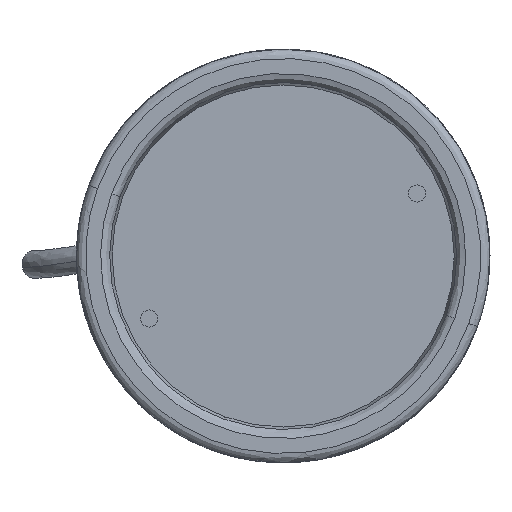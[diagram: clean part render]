
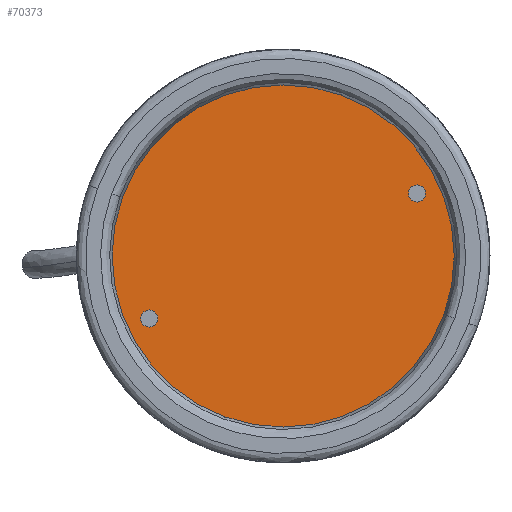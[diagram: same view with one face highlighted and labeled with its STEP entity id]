
A CAD part, front view. The second image highlights one B-rep face of the part: STEP entity #70373.
In plain terms, the highlighted planar face has unit normal (0, -1, 0).
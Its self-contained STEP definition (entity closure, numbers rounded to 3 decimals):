
#2476 = DIRECTION ( 'NONE',  ( 0., -1., 0. ) ) ;
#3040 = DIRECTION ( 'NONE',  ( 0., 0., 1. ) ) ;
#6145 = DIRECTION ( 'NONE',  ( 0., 0., -1. ) ) ;
#6956 = ORIENTED_EDGE ( 'NONE', *, *, #22306, .F. ) ;
#7358 = DIRECTION ( 'NONE',  ( 0., -1., 0. ) ) ;
#7683 = EDGE_CURVE ( 'NONE', #72572, #60593, #33955, .T. ) ;
#9146 = DIRECTION ( 'NONE',  ( 1., 0., 0. ) ) ;
#10041 = CARTESIAN_POINT ( 'NONE',  ( 30.838, 5.2, 33.588 ) ) ;
#13295 = DIRECTION ( 'NONE',  ( 1., 0., 0. ) ) ;
#18735 = VERTEX_POINT ( 'NONE', #23935 ) ;
#18787 = DIRECTION ( 'NONE',  ( 0., -1., 0. ) ) ;
#19178 = CARTESIAN_POINT ( 'NONE',  ( 0., 5.2, 0. ) ) ;
#19308 = DIRECTION ( 'NONE',  ( 0., 0., -1. ) ) ;
#19954 = CIRCLE ( 'NONE', #64189, 55. ) ;
#20143 = CIRCLE ( 'NONE', #25160, 55. ) ;
#20876 = VERTEX_POINT ( 'NONE', #41168 ) ;
#22306 = EDGE_CURVE ( 'NONE', #56604, #42934, #32053, .T. ) ;
#22341 = AXIS2_PLACEMENT_3D ( 'NONE', #37338, #25075, #9146 ) ;
#22474 = CARTESIAN_POINT ( 'NONE',  ( -36.338, 5.2, -33.588 ) ) ;
#23935 = CARTESIAN_POINT ( 'NONE',  ( 0., 5.2, 55. ) ) ;
#25075 = DIRECTION ( 'NONE',  ( 0., -1., 0. ) ) ;
#25159 = ORIENTED_EDGE ( 'NONE', *, *, #62253, .T. ) ;
#25160 = AXIS2_PLACEMENT_3D ( 'NONE', #19178, #18787, #6145 ) ;
#26129 = CIRCLE ( 'NONE', #22341, 2.75 ) ;
#27026 = ORIENTED_EDGE ( 'NONE', *, *, #48280, .T. ) ;
#27918 = CARTESIAN_POINT ( 'NONE',  ( -110., 5.2, -110. ) ) ;
#29647 = ORIENTED_EDGE ( 'NONE', *, *, #54018, .F. ) ;
#29714 = AXIS2_PLACEMENT_3D ( 'NONE', #61820, #2476, #31733 ) ;
#30392 = EDGE_LOOP ( 'NONE', ( #6956, #29647 ) ) ;
#30674 = CARTESIAN_POINT ( 'NONE',  ( 33.588, 5.2, 33.588 ) ) ;
#31733 = DIRECTION ( 'NONE',  ( 1., 0., 0. ) ) ;
#32053 = CIRCLE ( 'NONE', #62398, 2.75 ) ;
#33955 = CIRCLE ( 'NONE', #76905, 2.75 ) ;
#37159 = EDGE_LOOP ( 'NONE', ( #27026, #25159 ) ) ;
#37338 = CARTESIAN_POINT ( 'NONE',  ( 33.588, 5.2, 33.588 ) ) ;
#38768 = CARTESIAN_POINT ( 'NONE',  ( 36.338, 5.2, 33.588 ) ) ;
#41144 = CIRCLE ( 'NONE', #29714, 2.75 ) ;
#41168 = CARTESIAN_POINT ( 'NONE',  ( 0., 5.2, -55. ) ) ;
#42934 = VERTEX_POINT ( 'NONE', #10041 ) ;
#43052 = CARTESIAN_POINT ( 'NONE',  ( 0., 5.2, 0. ) ) ;
#44291 = DIRECTION ( 'NONE',  ( 1., 0., 0. ) ) ;
#44362 = EDGE_LOOP ( 'NONE', ( #59039, #73725 ) ) ;
#45347 = FACE_BOUND ( 'NONE', #30392, .T. ) ;
#46502 = FACE_OUTER_BOUND ( 'NONE', #37159, .T. ) ;
#48280 = EDGE_CURVE ( 'NONE', #20876, #18735, #19954, .T. ) ;
#51408 = DIRECTION ( 'NONE',  ( 0., -1., 0. ) ) ;
#54018 = EDGE_CURVE ( 'NONE', #42934, #56604, #26129, .T. ) ;
#54101 = CARTESIAN_POINT ( 'NONE',  ( -30.838, 5.2, -33.588 ) ) ;
#56604 = VERTEX_POINT ( 'NONE', #38768 ) ;
#59039 = ORIENTED_EDGE ( 'NONE', *, *, #7683, .F. ) ;
#60593 = VERTEX_POINT ( 'NONE', #22474 ) ;
#61654 = DIRECTION ( 'NONE',  ( 0., -1., 0. ) ) ;
#61820 = CARTESIAN_POINT ( 'NONE',  ( -33.588, 5.2, -33.588 ) ) ;
#62253 = EDGE_CURVE ( 'NONE', #18735, #20876, #20143, .T. ) ;
#62398 = AXIS2_PLACEMENT_3D ( 'NONE', #30674, #7358, #13295 ) ;
#62500 = CARTESIAN_POINT ( 'NONE',  ( -33.588, 5.2, -33.588 ) ) ;
#64189 = AXIS2_PLACEMENT_3D ( 'NONE', #43052, #61654, #19308 ) ;
#68644 = AXIS2_PLACEMENT_3D ( 'NONE', #27918, #76193, #3040 ) ;
#69080 = PLANE ( 'NONE',  #68644 ) ;
#70373 = ADVANCED_FACE ( 'NONE', ( #45347, #75016, #46502 ), #69080, .F. ) ;
#72572 = VERTEX_POINT ( 'NONE', #54101 ) ;
#73725 = ORIENTED_EDGE ( 'NONE', *, *, #74470, .F. ) ;
#74470 = EDGE_CURVE ( 'NONE', #60593, #72572, #41144, .T. ) ;
#75016 = FACE_BOUND ( 'NONE', #44362, .T. ) ;
#76193 = DIRECTION ( 'NONE',  ( 0., 1., 0. ) ) ;
#76905 = AXIS2_PLACEMENT_3D ( 'NONE', #62500, #51408, #44291 ) ;
